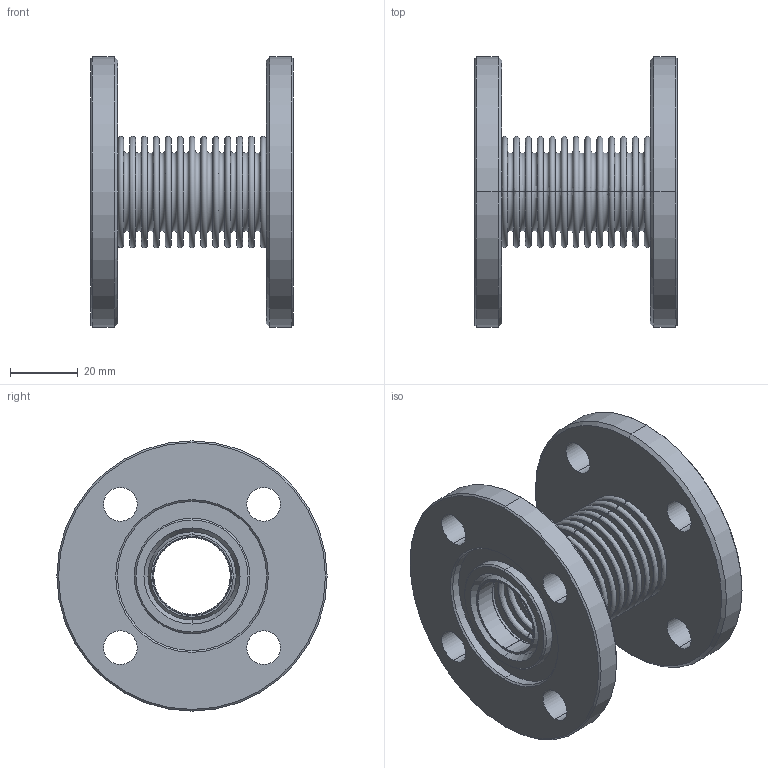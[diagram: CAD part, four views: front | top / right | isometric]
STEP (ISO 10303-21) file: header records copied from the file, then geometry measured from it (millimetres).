
FILE_DESCRIPTION( (''), '2;1');
FILE_NAME ('CAD716.5368.IF20_32451.stp','2016-11-16T14:50:07',(''),(''),'spGate 12.6.6','','');
FILE_SCHEMA (('AUTOMOTIVE_DESIGN'));
Length unit declared in the file: millimetre
Products named in the file (4): Assembly; IF20-1; IF20-2; IF20-3
Assembly tree (3 placements, depth 2):
  Assembly
    IF20-1
    IF20-2
    IF20-3
Bounding box: 60 x 80 x 80 mm (x, y, z)
Volume: 68070.9 mm3; surface area: 53993.6 mm2
Topology: 3 solids, 3 shells, 230 faces, 480 edges, 312 vertices
Faces by surface type: bspline 132, plane 62, cylinder 36
Entity records: 12972 total; most frequent: CARTESIAN_POINT 4378, ORIENTED_EDGE 960, DIRECTION 836, COLOUR_RGB 713, PRESENTATION_STYLE_ASSIGNMENT 713, STYLED_ITEM 713, EDGE_CURVE 480, DRAUGHTING_PRE_DEFINED_CURVE_FONT 480
